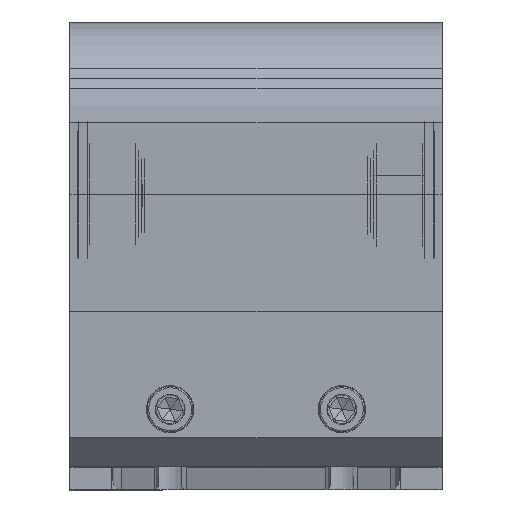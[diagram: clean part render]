
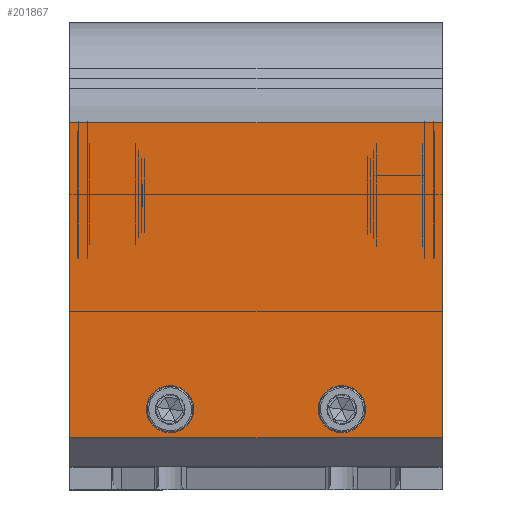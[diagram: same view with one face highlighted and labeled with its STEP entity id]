
A CAD part, top view. The second image highlights one B-rep face of the part: STEP entity #201867.
In plain terms, the highlighted planar face has unit normal (0, 0, 1).
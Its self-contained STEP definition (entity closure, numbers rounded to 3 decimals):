
#358 = EDGE_CURVE ( 'NONE', #224024, #134953, #329436, .T. ) ;
#3120 = DIRECTION ( 'NONE',  ( 0., -1., 0. ) ) ;
#8937 = VERTEX_POINT ( 'NONE', #172326 ) ;
#14093 = CARTESIAN_POINT ( 'NONE',  ( 113.467, 207.762, 762.525 ) ) ;
#17652 = LINE ( 'NONE', #39187, #359802 ) ;
#18585 = DIRECTION ( 'NONE',  ( 0., 0., -1. ) ) ;
#25163 = EDGE_LOOP ( 'NONE', ( #191097, #379428, #332248, #120705 ) ) ;
#25901 = AXIS2_PLACEMENT_3D ( 'NONE', #14093, #335201, #70412 ) ;
#39187 = CARTESIAN_POINT ( 'NONE',  ( 208.467, 307.762, 762.525 ) ) ;
#44268 = CARTESIAN_POINT ( 'NONE',  ( 208.467, 197.762, 762.525 ) ) ;
#46733 = VERTEX_POINT ( 'NONE', #71175 ) ;
#48582 = EDGE_CURVE ( 'NONE', #46733, #143241, #353365, .T. ) ;
#49687 = FACE_BOUND ( 'NONE', #307186, .T. ) ;
#54101 = DIRECTION ( 'NONE',  ( 1., 0., 0. ) ) ;
#55414 = DIRECTION ( 'NONE',  ( 1., 0., 0. ) ) ;
#55564 = VECTOR ( 'NONE', #339766, 1000. ) ;
#55648 = CARTESIAN_POINT ( 'NONE',  ( 78.467, 197.762, 762.525 ) ) ;
#62302 = EDGE_CURVE ( 'NONE', #111211, #188666, #231575, .T. ) ;
#68696 = VECTOR ( 'NONE', #114760, 1000. ) ;
#70412 = DIRECTION ( 'NONE',  ( 1., 0., 0. ) ) ;
#70636 = VECTOR ( 'NONE', #3120, 1000. ) ;
#71175 = CARTESIAN_POINT ( 'NONE',  ( 121.717, 207.762, 762.525 ) ) ;
#74254 = AXIS2_PLACEMENT_3D ( 'NONE', #165732, #18585, #138577 ) ;
#83360 = CARTESIAN_POINT ( 'NONE',  ( 113.467, 207.762, 762.525 ) ) ;
#98950 = CARTESIAN_POINT ( 'NONE',  ( 165.217, 207.762, 762.525 ) ) ;
#100779 = CARTESIAN_POINT ( 'NONE',  ( 78.467, 197.762, 762.525 ) ) ;
#106100 = EDGE_CURVE ( 'NONE', #326347, #188666, #132947, .T. ) ;
#110027 = EDGE_CURVE ( 'NONE', #8937, #111211, #17652, .T. ) ;
#111211 = VERTEX_POINT ( 'NONE', #196699 ) ;
#114760 = DIRECTION ( 'NONE',  ( 0., -1., 0. ) ) ;
#120705 = ORIENTED_EDGE ( 'NONE', *, *, #110027, .T. ) ;
#132231 = EDGE_CURVE ( 'NONE', #143241, #46733, #242577, .T. ) ;
#132917 = LINE ( 'NONE', #196610, #68696 ) ;
#132947 = LINE ( 'NONE', #372645, #55564 ) ;
#134953 = VERTEX_POINT ( 'NONE', #98950 ) ;
#138577 = DIRECTION ( 'NONE',  ( -1., 0., 0. ) ) ;
#143241 = VERTEX_POINT ( 'NONE', #322043 ) ;
#153107 = EDGE_LOOP ( 'NONE', ( #233941, #375435 ) ) ;
#156850 = AXIS2_PLACEMENT_3D ( 'NONE', #173281, #376436, #55414 ) ;
#163851 = FACE_OUTER_BOUND ( 'NONE', #25163, .T. ) ;
#165732 = CARTESIAN_POINT ( 'NONE',  ( 208.467, 197.762, 762.525 ) ) ;
#167610 = FACE_BOUND ( 'NONE', #153107, .T. ) ;
#170352 = DIRECTION ( 'NONE',  ( 0., 0., 1. ) ) ;
#171457 = AXIS2_PLACEMENT_3D ( 'NONE', #200980, #318835, #54101 ) ;
#172326 = CARTESIAN_POINT ( 'NONE',  ( 208.467, 307.762, 762.525 ) ) ;
#173281 = CARTESIAN_POINT ( 'NONE',  ( 173.467, 207.762, 762.525 ) ) ;
#188666 = VERTEX_POINT ( 'NONE', #100779 ) ;
#191097 = ORIENTED_EDGE ( 'NONE', *, *, #62302, .T. ) ;
#196610 = CARTESIAN_POINT ( 'NONE',  ( 208.467, 197.762, 762.525 ) ) ;
#196699 = CARTESIAN_POINT ( 'NONE',  ( 78.467, 307.762, 762.525 ) ) ;
#200980 = CARTESIAN_POINT ( 'NONE',  ( 173.467, 207.762, 762.525 ) ) ;
#201867 = ADVANCED_FACE ( 'NONE', ( #49687, #167610, #163851 ), #347312, .F. ) ;
#224024 = VERTEX_POINT ( 'NONE', #225366 ) ;
#225366 = CARTESIAN_POINT ( 'NONE',  ( 181.717, 207.762, 762.525 ) ) ;
#230306 = DIRECTION ( 'NONE',  ( 1., 0., 0. ) ) ;
#230513 = EDGE_CURVE ( 'NONE', #8937, #326347, #132917, .T. ) ;
#231575 = LINE ( 'NONE', #55648, #70636 ) ;
#233941 = ORIENTED_EDGE ( 'NONE', *, *, #358, .F. ) ;
#242577 = CIRCLE ( 'NONE', #328832, 8.25 ) ;
#248826 = ORIENTED_EDGE ( 'NONE', *, *, #48582, .F. ) ;
#253717 = DIRECTION ( 'NONE',  ( -1., 0., 0. ) ) ;
#267565 = EDGE_CURVE ( 'NONE', #134953, #224024, #307195, .T. ) ;
#301879 = ORIENTED_EDGE ( 'NONE', *, *, #132231, .F. ) ;
#307186 = EDGE_LOOP ( 'NONE', ( #248826, #301879 ) ) ;
#307195 = CIRCLE ( 'NONE', #171457, 8.25 ) ;
#318835 = DIRECTION ( 'NONE',  ( 0., 0., 1. ) ) ;
#322043 = CARTESIAN_POINT ( 'NONE',  ( 105.217, 207.762, 762.525 ) ) ;
#326347 = VERTEX_POINT ( 'NONE', #44268 ) ;
#328832 = AXIS2_PLACEMENT_3D ( 'NONE', #83360, #170352, #230306 ) ;
#329436 = CIRCLE ( 'NONE', #156850, 8.25 ) ;
#332248 = ORIENTED_EDGE ( 'NONE', *, *, #230513, .F. ) ;
#335201 = DIRECTION ( 'NONE',  ( 0., 0., 1. ) ) ;
#339766 = DIRECTION ( 'NONE',  ( -1., 0., 0. ) ) ;
#347312 = PLANE ( 'NONE',  #74254 ) ;
#353365 = CIRCLE ( 'NONE', #25901, 8.25 ) ;
#359802 = VECTOR ( 'NONE', #253717, 1000. ) ;
#372645 = CARTESIAN_POINT ( 'NONE',  ( 208.467, 197.762, 762.525 ) ) ;
#375435 = ORIENTED_EDGE ( 'NONE', *, *, #267565, .F. ) ;
#376436 = DIRECTION ( 'NONE',  ( 0., 0., 1. ) ) ;
#379428 = ORIENTED_EDGE ( 'NONE', *, *, #106100, .F. ) ;
